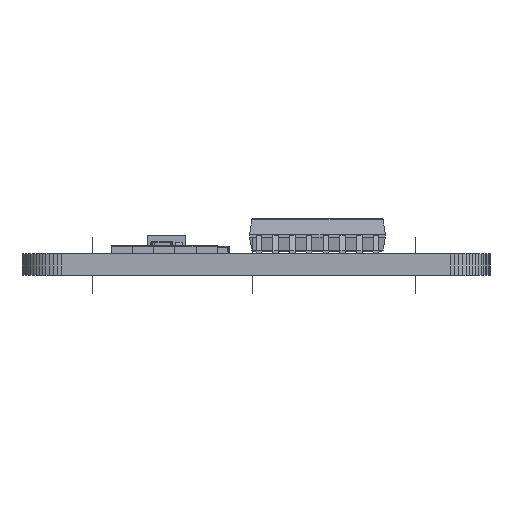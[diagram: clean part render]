
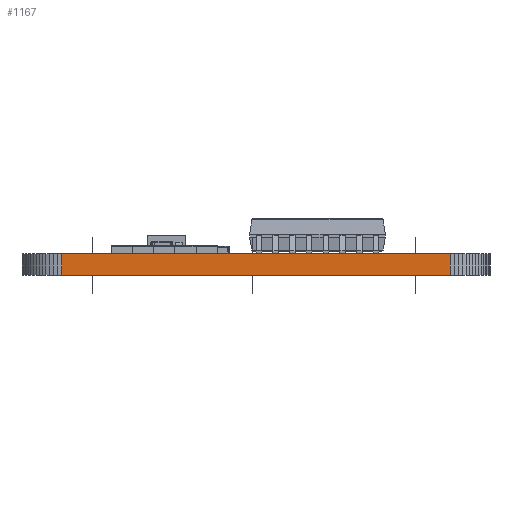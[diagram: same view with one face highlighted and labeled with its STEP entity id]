
A CAD part, left-side view. The second image highlights one B-rep face of the part: STEP entity #1167.
In plain terms, the highlighted planar face has unit normal (-1, 0, 0).
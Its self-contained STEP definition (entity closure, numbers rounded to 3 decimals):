
#1111 = VERTEX_POINT('',#1112);
#1112 = CARTESIAN_POINT('',(-12.,9.,0.82));
#1118 = EDGE_CURVE('',#1119,#1111,#1121,.T.);
#1119 = VERTEX_POINT('',#1120);
#1120 = CARTESIAN_POINT('',(-12.,9.,-0.82));
#1121 = LINE('',#1122,#1123);
#1122 = CARTESIAN_POINT('',(-12.,9.,-0.82));
#1123 = VECTOR('',#1124,1.);
#1124 = DIRECTION('',(0.,0.,1.));
#1167 = ADVANCED_FACE('',(#1168),#1193,.F.);
#1168 = FACE_BOUND('',#1169,.F.);
#1169 = EDGE_LOOP('',(#1170,#1171,#1179,#1187));
#1170 = ORIENTED_EDGE('',*,*,#1118,.T.);
#1171 = ORIENTED_EDGE('',*,*,#1172,.T.);
#1172 = EDGE_CURVE('',#1111,#1173,#1175,.T.);
#1173 = VERTEX_POINT('',#1174);
#1174 = CARTESIAN_POINT('',(-12.,-20.5,0.82));
#1175 = LINE('',#1176,#1177);
#1176 = CARTESIAN_POINT('',(-12.,9.,0.82));
#1177 = VECTOR('',#1178,1.);
#1178 = DIRECTION('',(0.,-1.,0.));
#1179 = ORIENTED_EDGE('',*,*,#1180,.F.);
#1180 = EDGE_CURVE('',#1181,#1173,#1183,.T.);
#1181 = VERTEX_POINT('',#1182);
#1182 = CARTESIAN_POINT('',(-12.,-20.5,-0.82));
#1183 = LINE('',#1184,#1185);
#1184 = CARTESIAN_POINT('',(-12.,-20.5,-0.82));
#1185 = VECTOR('',#1186,1.);
#1186 = DIRECTION('',(0.,0.,1.));
#1187 = ORIENTED_EDGE('',*,*,#1188,.F.);
#1188 = EDGE_CURVE('',#1119,#1181,#1189,.T.);
#1189 = LINE('',#1190,#1191);
#1190 = CARTESIAN_POINT('',(-12.,9.,-0.82));
#1191 = VECTOR('',#1192,1.);
#1192 = DIRECTION('',(0.,-1.,0.));
#1193 = PLANE('',#1194);
#1194 = AXIS2_PLACEMENT_3D('',#1195,#1196,#1197);
#1195 = CARTESIAN_POINT('',(-12.,9.,-0.82));
#1196 = DIRECTION('',(1.,0.,0.));
#1197 = DIRECTION('',(0.,-1.,0.));
